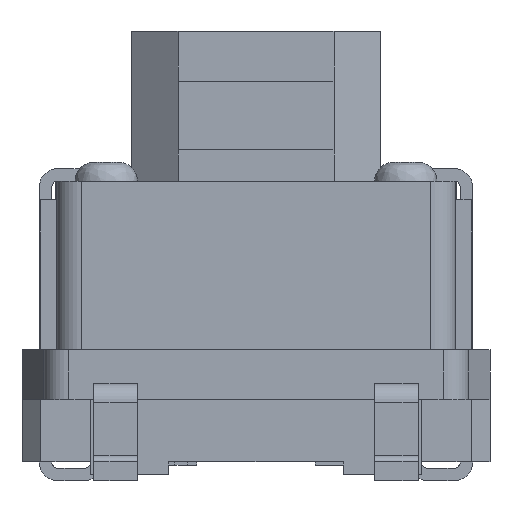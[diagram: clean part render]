
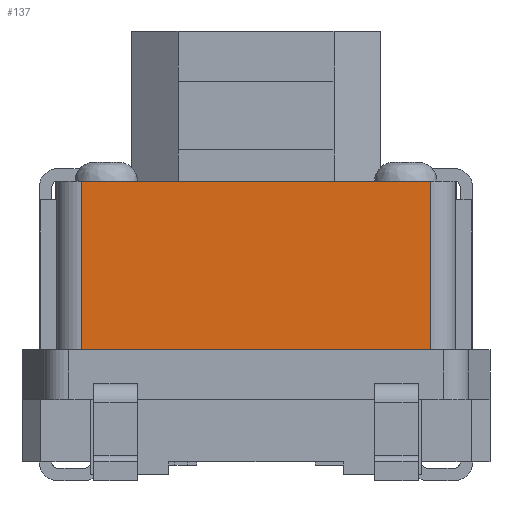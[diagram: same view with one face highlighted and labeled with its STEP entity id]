
A CAD part, front view. The second image highlights one B-rep face of the part: STEP entity #137.
In plain terms, the highlighted planar face has unit normal (0, -1, 0).
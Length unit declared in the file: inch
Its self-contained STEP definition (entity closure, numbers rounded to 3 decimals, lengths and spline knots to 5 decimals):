
#137 = ADVANCED_FACE( '', ( #517 ), #518, .F. );
#517 = FACE_OUTER_BOUND( '', #1200, .T. );
#518 = PLANE( '', #1201 );
#1200 = EDGE_LOOP( '', ( #2530, #2531, #2532, #2533 ) );
#1201 = AXIS2_PLACEMENT_3D( '', #2534, #2535, #2536 );
#2530 = ORIENTED_EDGE( '', *, *, #5135, .T. );
#2531 = ORIENTED_EDGE( '', *, *, #4962, .F. );
#2532 = ORIENTED_EDGE( '', *, *, #5156, .F. );
#2533 = ORIENTED_EDGE( '', *, *, #5157, .F. );
#2534 = CARTESIAN_POINT( '', ( -0.00486, -0.13256, 0.07874 ) );
#2535 = DIRECTION( '', ( 0., 1., 0. ) );
#2536 = DIRECTION( '', ( 1., 0., 0. ) );
#4962 = EDGE_CURVE( '', #5927, #5923, #5929, .T. );
#5135 = EDGE_CURVE( '', #6258, #5923, #6259, .T. );
#5156 = EDGE_CURVE( '', #6295, #5927, #6296, .T. );
#5157 = EDGE_CURVE( '', #6258, #6295, #6297, .T. );
#5923 = VERTEX_POINT( '', #7490 );
#5927 = VERTEX_POINT( '', #7495 );
#5929 = LINE( '', #7497, #7498 );
#6258 = VERTEX_POINT( '', #8010 );
#6259 = LINE( '', #8011, #8012 );
#6295 = VERTEX_POINT( '', #8067 );
#6296 = LINE( '', #8068, #8069 );
#6297 = LINE( '', #8070, #8071 );
#7490 = CARTESIAN_POINT( '', ( 0.10538, -0.13256, 0.0315 ) );
#7495 = CARTESIAN_POINT( '', ( 0.10538, -0.13256, 0.1378 ) );
#7497 = CARTESIAN_POINT( '', ( 0.10538, -0.13256, 0.1378 ) );
#7498 = VECTOR( '', #9783, 39.37008 );
#8010 = CARTESIAN_POINT( '', ( -0.1151, -0.13256, 0.0315 ) );
#8011 = CARTESIAN_POINT( '', ( -0.1151, -0.13256, 0.0315 ) );
#8012 = VECTOR( '', #10002, 39.37008 );
#8067 = CARTESIAN_POINT( '', ( -0.1151, -0.13256, 0.1378 ) );
#8068 = CARTESIAN_POINT( '', ( -0.1151, -0.13256, 0.1378 ) );
#8069 = VECTOR( '', #10025, 39.37008 );
#8070 = CARTESIAN_POINT( '', ( -0.1151, -0.13256, 0.12598 ) );
#8071 = VECTOR( '', #10026, 39.37008 );
#9783 = DIRECTION( '', ( 0., 0., -1. ) );
#10002 = DIRECTION( '', ( 1., 0., 0. ) );
#10025 = DIRECTION( '', ( 1., 0., 0. ) );
#10026 = DIRECTION( '', ( 0., 0., 1. ) );
